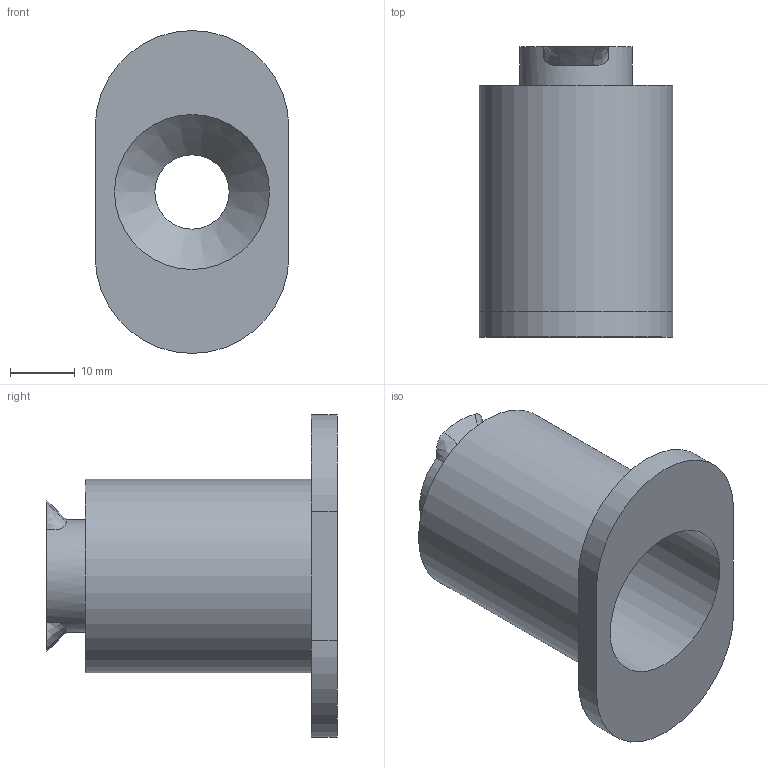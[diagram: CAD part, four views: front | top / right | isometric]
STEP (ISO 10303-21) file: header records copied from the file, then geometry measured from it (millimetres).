
FILE_DESCRIPTION(/* description */ (''),/* implementation_level */ '2;1');
FILE_NAME(/* name */ 'Fastener for 100mm width.step',/* time_stamp */ '2017-03-01T20:22:07+01:00',/* author */ ('Rubén'),/* organization */ (''),/* preprocessor_version */ 'ST-DEVELOPER v15.2',/* originating_system */ 'Autodesk Inventor 2014',/* authorisation */ '');
FILE_SCHEMA (('AUTOMOTIVE_DESIGN { 1 0 10303 214 3 1 1 }'));
Length unit declared in the file: millimetre
Products named in the file (1): Fastener for 100mm width
Bounding box: 30 x 45 x 50 mm (x, y, z)
Volume: 16186.7 mm3; surface area: 9304.3 mm2
Topology: 1 solids, 1 shells, 20 faces, 51 edges, 34 vertices
Faces by surface type: plane 7, cylinder 6, bspline 4, cone 3
Full cylindrical faces by diameter (mm): 11.5 x1, 17.5 x1, 24 x1, 30 x1
Entity records: 882 total; most frequent: CARTESIAN_POINT 420, ORIENTED_EDGE 88, DIRECTION 84, EDGE_CURVE 44, AXIS2_PLACEMENT_3D 35, VERTEX_POINT 32, EDGE_LOOP 28, ADVANCED_FACE 20
